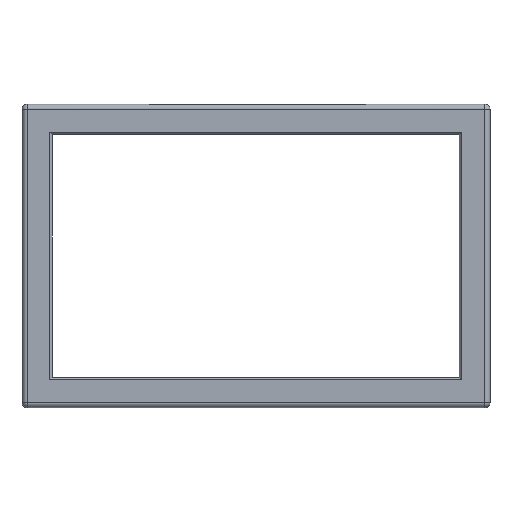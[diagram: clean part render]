
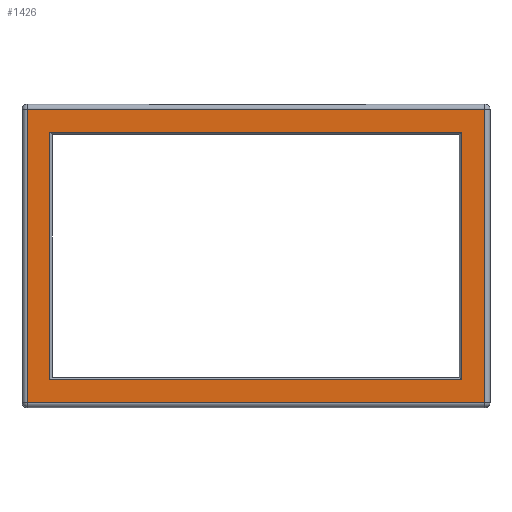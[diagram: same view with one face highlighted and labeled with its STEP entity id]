
A CAD part, top view. The second image highlights one B-rep face of the part: STEP entity #1426.
In plain terms, the highlighted planar face has unit normal (0, 0, 1).
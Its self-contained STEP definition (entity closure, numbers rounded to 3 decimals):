
#16=FACE_BOUND('',#269,.T.);
#58=PLANE('',#1554);
#174=FACE_OUTER_BOUND('',#268,.T.);
#268=EDGE_LOOP('',(#1168,#1169,#1170,#1171));
#269=EDGE_LOOP('',(#1172,#1173,#1174,#1175));
#357=LINE('',#2799,#447);
#375=LINE('',#2884,#465);
#376=LINE('',#2886,#466);
#377=LINE('',#2887,#467);
#378=LINE('',#2890,#468);
#379=LINE('',#2892,#469);
#380=LINE('',#2894,#470);
#381=LINE('',#2895,#471);
#447=VECTOR('',#1810,10.);
#465=VECTOR('',#1854,10.);
#466=VECTOR('',#1855,10.);
#467=VECTOR('',#1856,10.);
#468=VECTOR('',#1857,10.);
#469=VECTOR('',#1858,10.);
#470=VECTOR('',#1859,10.);
#471=VECTOR('',#1860,10.);
#656=VERTEX_POINT('',#2796);
#657=VERTEX_POINT('',#2798);
#671=VERTEX_POINT('',#2883);
#672=VERTEX_POINT('',#2885);
#673=VERTEX_POINT('',#2888);
#674=VERTEX_POINT('',#2889);
#675=VERTEX_POINT('',#2891);
#676=VERTEX_POINT('',#2893);
#821=EDGE_CURVE('',#656,#657,#357,.T.);
#844=EDGE_CURVE('',#671,#656,#375,.T.);
#845=EDGE_CURVE('',#672,#671,#376,.T.);
#846=EDGE_CURVE('',#657,#672,#377,.T.);
#847=EDGE_CURVE('',#673,#674,#378,.T.);
#848=EDGE_CURVE('',#675,#673,#379,.T.);
#849=EDGE_CURVE('',#676,#675,#380,.T.);
#850=EDGE_CURVE('',#674,#676,#381,.T.);
#1168=ORIENTED_EDGE('',*,*,#821,.F.);
#1169=ORIENTED_EDGE('',*,*,#844,.F.);
#1170=ORIENTED_EDGE('',*,*,#845,.F.);
#1171=ORIENTED_EDGE('',*,*,#846,.F.);
#1172=ORIENTED_EDGE('',*,*,#847,.F.);
#1173=ORIENTED_EDGE('',*,*,#848,.F.);
#1174=ORIENTED_EDGE('',*,*,#849,.F.);
#1175=ORIENTED_EDGE('',*,*,#850,.F.);
#1426=ADVANCED_FACE('',(#174,#16),#58,.T.);
#1554=AXIS2_PLACEMENT_3D('',#2882,#1852,#1853);
#1810=DIRECTION('',(1.,0.,0.));
#1852=DIRECTION('center_axis',(0.,0.,1.));
#1853=DIRECTION('ref_axis',(1.,0.,0.));
#1854=DIRECTION('',(0.,1.,0.));
#1855=DIRECTION('',(-1.,0.,0.));
#1856=DIRECTION('',(0.,-1.,0.));
#1857=DIRECTION('',(0.,1.,0.));
#1858=DIRECTION('',(1.,0.,0.));
#1859=DIRECTION('',(0.,-1.,0.));
#1860=DIRECTION('',(-1.,0.,0.));
#2796=CARTESIAN_POINT('',(-32.,95.387,6.75));
#2798=CARTESIAN_POINT('',(149.686,95.387,6.75));
#2799=CARTESIAN_POINT('',(13.921,95.387,6.75));
#2882=CARTESIAN_POINT('Origin',(58.843,37.194,6.75));
#2883=CARTESIAN_POINT('',(-32.,-21.,6.75));
#2884=CARTESIAN_POINT('',(-32.,8.597,6.75));
#2885=CARTESIAN_POINT('',(149.686,-21.,6.75));
#2886=CARTESIAN_POINT('',(103.764,-21.,6.75));
#2887=CARTESIAN_POINT('',(149.686,65.79,6.75));
#2888=CARTESIAN_POINT('',(140.5,-12.,6.75));
#2889=CARTESIAN_POINT('',(140.5,86.32,6.75));
#2890=CARTESIAN_POINT('',(140.5,61.257,6.75));
#2891=CARTESIAN_POINT('',(-23.,-12.,6.75));
#2892=CARTESIAN_POINT('',(99.171,-12.,6.75));
#2893=CARTESIAN_POINT('',(-23.,86.32,6.75));
#2894=CARTESIAN_POINT('',(-23.,13.097,6.75));
#2895=CARTESIAN_POINT('',(18.421,86.32,6.75));
